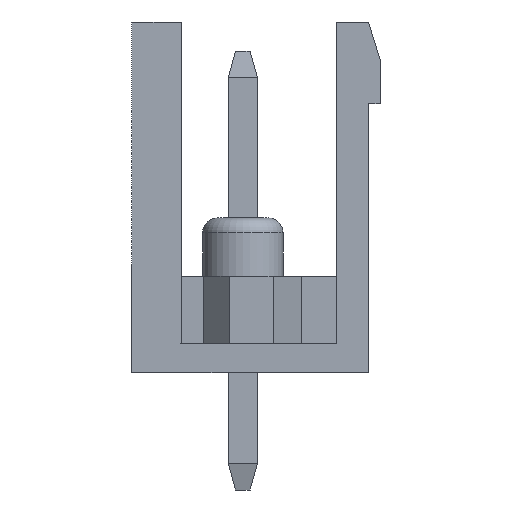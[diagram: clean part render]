
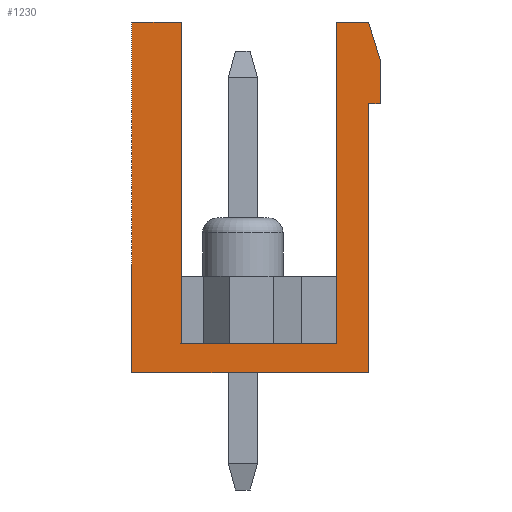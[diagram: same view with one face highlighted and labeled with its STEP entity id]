
A CAD part, left-side view. The second image highlights one B-rep face of the part: STEP entity #1230.
In plain terms, the highlighted planar face has unit normal (-1, 0, 0).
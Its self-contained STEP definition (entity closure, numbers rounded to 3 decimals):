
#1230 = ADVANCED_FACE( '', ( #2598 ), #2599, .F. );
#2598 = FACE_OUTER_BOUND( '', #4141, .T. );
#2599 = PLANE( '', #4142 );
#4141 = EDGE_LOOP( '', ( #7335, #7336, #7337, #7338, #7339, #7340, #7341, #7342, #7343, #7344, #7345 ) );
#4142 = AXIS2_PLACEMENT_3D( '', #7346, #7347, #7348 );
#7335 = ORIENTED_EDGE( '', *, *, #10881, .T. );
#7336 = ORIENTED_EDGE( '', *, *, #10092, .F. );
#7337 = ORIENTED_EDGE( '', *, *, #10882, .F. );
#7338 = ORIENTED_EDGE( '', *, *, #9968, .F. );
#7339 = ORIENTED_EDGE( '', *, *, #10883, .T. );
#7340 = ORIENTED_EDGE( '', *, *, #9932, .F. );
#7341 = ORIENTED_EDGE( '', *, *, #10884, .F. );
#7342 = ORIENTED_EDGE( '', *, *, #10517, .F. );
#7343 = ORIENTED_EDGE( '', *, *, #10478, .T. );
#7344 = ORIENTED_EDGE( '', *, *, #10885, .T. );
#7345 = ORIENTED_EDGE( '', *, *, #10886, .F. );
#7346 = CARTESIAN_POINT( '', ( -35.56, 0., 0. ) );
#7347 = DIRECTION( '', ( 1., 0., 0. ) );
#7348 = DIRECTION( '', ( 0., 0., -1. ) );
#9932 = EDGE_CURVE( '', #12103, #12104, #12105, .T. );
#9968 = EDGE_CURVE( '', #12168, #12156, #12170, .T. );
#10092 = EDGE_CURVE( '', #12378, #12379, #12380, .T. );
#10478 = EDGE_CURVE( '', #12997, #12998, #12999, .T. );
#10517 = EDGE_CURVE( '', #12997, #13058, #13059, .T. );
#10881 = EDGE_CURVE( '', #13585, #12379, #13586, .T. );
#10882 = EDGE_CURVE( '', #12156, #12378, #13587, .T. );
#10883 = EDGE_CURVE( '', #12168, #12104, #13588, .T. );
#10884 = EDGE_CURVE( '', #13058, #12103, #13589, .T. );
#10885 = EDGE_CURVE( '', #12998, #13590, #13591, .T. );
#10886 = EDGE_CURVE( '', #13585, #13590, #13592, .T. );
#12103 = VERTEX_POINT( '', #15213 );
#12104 = VERTEX_POINT( '', #15214 );
#12105 = LINE( '', #15215, #15216 );
#12156 = VERTEX_POINT( '', #15280 );
#12168 = VERTEX_POINT( '', #15297 );
#12170 = LINE( '', #15300, #15301 );
#12378 = VERTEX_POINT( '', #15605 );
#12379 = VERTEX_POINT( '', #15606 );
#12380 = LINE( '', #15607, #15608 );
#12997 = VERTEX_POINT( '', #16500 );
#12998 = VERTEX_POINT( '', #16501 );
#12999 = LINE( '', #16502, #16503 );
#13058 = VERTEX_POINT( '', #16590 );
#13059 = LINE( '', #16591, #16592 );
#13585 = VERTEX_POINT( '', #17369 );
#13586 = LINE( '', #17370, #17371 );
#13587 = LINE( '', #17372, #17373 );
#13588 = LINE( '', #17374, #17375 );
#13589 = LINE( '', #17376, #17377 );
#13590 = VERTEX_POINT( '', #17378 );
#13591 = LINE( '', #17379, #17380 );
#13592 = LINE( '', #17381, #17382 );
#15213 = CARTESIAN_POINT( '', ( -35.56, 4.05, 6. ) );
#15214 = CARTESIAN_POINT( '', ( -35.56, 2.35, 6. ) );
#15215 = CARTESIAN_POINT( '', ( -35.56, 4.05, 6. ) );
#15216 = VECTOR( '', #18632, 1000. );
#15280 = CARTESIAN_POINT( '', ( -35.56, -2.95, -5. ) );
#15297 = CARTESIAN_POINT( '', ( -35.56, 2.35, -5. ) );
#15300 = CARTESIAN_POINT( '', ( -35.56, 2.35, -5. ) );
#15301 = VECTOR( '', #18697, 1000. );
#15605 = CARTESIAN_POINT( '', ( -35.56, -2.95, 6. ) );
#15606 = CARTESIAN_POINT( '', ( -35.56, -4.05, 6. ) );
#15607 = CARTESIAN_POINT( '', ( -35.56, 4.05, 6. ) );
#15608 = VECTOR( '', #18809, 1000. );
#16500 = CARTESIAN_POINT( '', ( -35.56, -4.05, -6. ) );
#16501 = CARTESIAN_POINT( '', ( -35.56, -4.05, 3.2 ) );
#16502 = CARTESIAN_POINT( '', ( -35.56, -4.05, -6. ) );
#16503 = VECTOR( '', #19169, 1000. );
#16590 = CARTESIAN_POINT( '', ( -35.56, 4.05, -6. ) );
#16591 = CARTESIAN_POINT( '', ( -35.56, -4.45, -6. ) );
#16592 = VECTOR( '', #19198, 1000. );
#17369 = CARTESIAN_POINT( '', ( -35.56, -4.45, 4.7 ) );
#17370 = CARTESIAN_POINT( '', ( -35.56, -4.45, 4.7 ) );
#17371 = VECTOR( '', #19519, 1000. );
#17372 = CARTESIAN_POINT( '', ( -35.56, -2.95, -5. ) );
#17373 = VECTOR( '', #19520, 1000. );
#17374 = CARTESIAN_POINT( '', ( -35.56, 2.35, -5. ) );
#17375 = VECTOR( '', #19521, 1000. );
#17376 = CARTESIAN_POINT( '', ( -35.56, 4.05, -6. ) );
#17377 = VECTOR( '', #19522, 1000. );
#17378 = CARTESIAN_POINT( '', ( -35.56, -4.45, 3.2 ) );
#17379 = CARTESIAN_POINT( '', ( -35.56, -4.05, 3.2 ) );
#17380 = VECTOR( '', #19523, 1000. );
#17381 = CARTESIAN_POINT( '', ( -35.56, -4.45, 6. ) );
#17382 = VECTOR( '', #19524, 1000. );
#18632 = DIRECTION( '', ( 0., -1., 0. ) );
#18697 = DIRECTION( '', ( 0., -1., 0. ) );
#18809 = DIRECTION( '', ( 0., -1., 0. ) );
#19169 = DIRECTION( '', ( 0., 0., 1. ) );
#19198 = DIRECTION( '', ( 0., 1., 0. ) );
#19519 = DIRECTION( '', ( 0., 0.294, 0.956 ) );
#19520 = DIRECTION( '', ( 0., 0., 1. ) );
#19521 = DIRECTION( '', ( 0., 0., 1. ) );
#19522 = DIRECTION( '', ( 0., 0., 1. ) );
#19523 = DIRECTION( '', ( 0., -1., 0. ) );
#19524 = DIRECTION( '', ( 0., 0., -1. ) );
